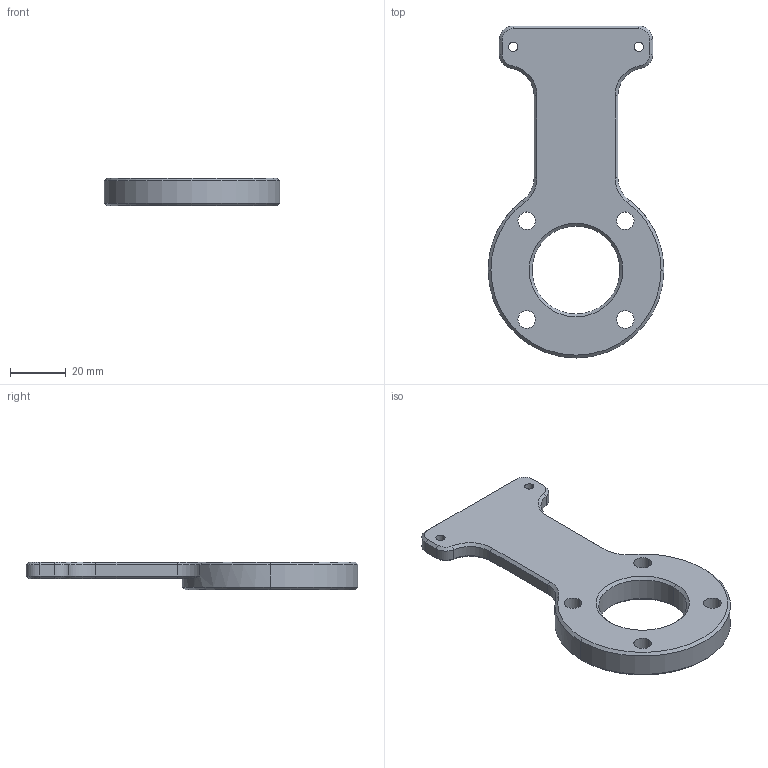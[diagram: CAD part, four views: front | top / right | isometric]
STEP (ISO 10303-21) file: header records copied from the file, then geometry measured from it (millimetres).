
FILE_DESCRIPTION (( 'STEP AP203' ), '1' );
FILE_NAME ('D435i_base.STEP', '2024-09-07T07:49:03', ( '' ), ( '' ), 'SwSTEP 2.0', 'SolidWorks 2022', '' );
FILE_SCHEMA (( 'CONFIG_CONTROL_DESIGN' ));
Length unit declared in the file: millimetre
Products named in the file (1): D435i_base
Bounding box: 63 x 119 x 10 mm (x, y, z)
Volume: 34306.4 mm3; surface area: 12878.3 mm2
Topology: 1 solids, 1 shells, 67 faces, 161 edges, 96 vertices
Faces by surface type: cone 25, cylinder 24, plane 18
Entity records: 2051 total; most frequent: DIRECTION 370, CARTESIAN_POINT 337, ORIENTED_EDGE 322, EDGE_CURVE 161, AXIS2_PLACEMENT_3D 143, VERTEX_POINT 96, LINE 84, VECTOR 84
